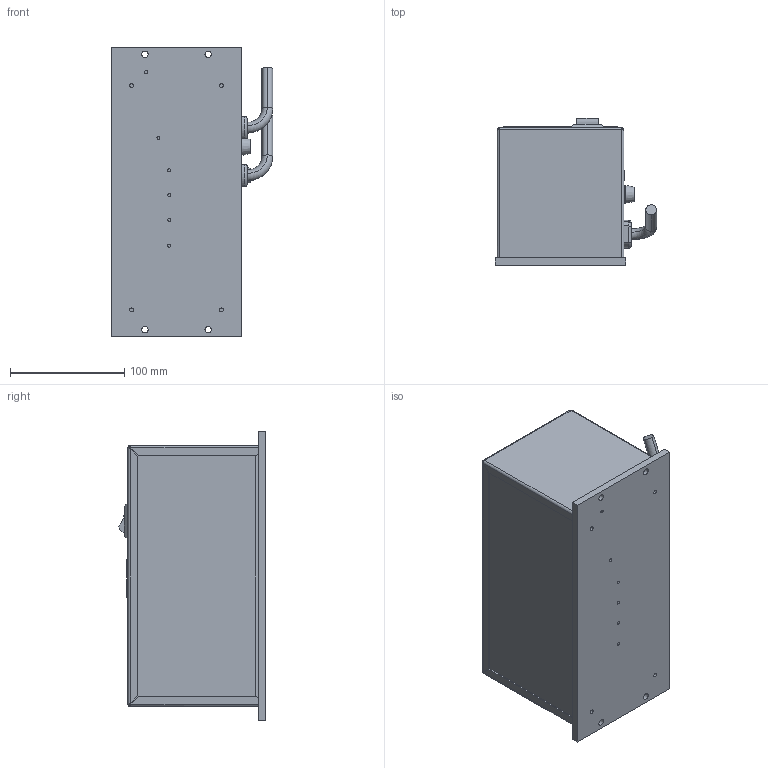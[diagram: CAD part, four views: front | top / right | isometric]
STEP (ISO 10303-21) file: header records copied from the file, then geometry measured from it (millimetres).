
FILE_DESCRIPTION (( 'STEP AP214' ), '1' );
FILE_NAME ('pn 121-200-0751_model VF-9_without accel.STEP', '2026-02-13T20:57:22', ( '' ), ( '' ), 'SwSTEP 2.0', 'SolidWorks 2022', '' );
FILE_SCHEMA (( 'AUTOMOTIVE_DESIGN' ));
Length unit declared in the file: inch
Products named in the file (11): 112-000-0289_DEFAULT; VF9-ENCLOSURE-TOP_DEFAULT; CORD-SHORTR RAD_DEFAULT; 112-000-0287-SIMILAR_DEFAULT; 112-000-0057-3D_DEFAULT; 104-000-0108; 106-000-0022-FUSE-3D; VF9-ENCLOSURE-LEFT SIDE_DEFAULT; KNOCKOUT .555_DEFAULT; SWITCH_220V_DEFAULT; pn 121-200-0751_model VF-9_without accel
Assembly tree (15 placements, depth 2):
  pn 121-200-0751_model VF-9_without accel
    112-000-0289_DEFAULT
    112-000-0287-SIMILAR_DEFAULT
    VF9-ENCLOSURE-TOP_DEFAULT
    VF9-ENCLOSURE-LEFT SIDE_DEFAULT
    106-000-0022-FUSE-3D  x2
    112-000-0057-3D_DEFAULT  x2
    KNOCKOUT .555_DEFAULT  x3
    104-000-0108
    SWITCH_220V_DEFAULT
    CORD-SHORTR RAD_DEFAULT  x2
Bounding box: 141.35 x 128.78 x 254 mm (x, y, z)
Volume: 355209.2 mm3; surface area: 324508 mm2
Topology: 17 solids, 17 shells, 1571 faces, 4100 edges, 2715 vertices
Faces by surface type: plane 940, bspline 419, cylinder 181, torus 29, cone 2
Full cylindrical faces by diameter (mm): 0.859 x1, 2.578 x1, 2.705 x5, 3.002 x1, 3.454 x4, 3.554 x1, 4.293 x2, 4.305 x2, 5.613 x4, 12.7 x2, 12.954 x3, 14.097 x3, 15.494 x2
Entity records: 69772 total; most frequent: CARTESIAN_POINT 33127, ORIENTED_EDGE 7922, DIRECTION 5663, EDGE_CURVE 3961, LINE 2731, VECTOR 2731, VERTEX_POINT 2647, EDGE_LOOP 1760
